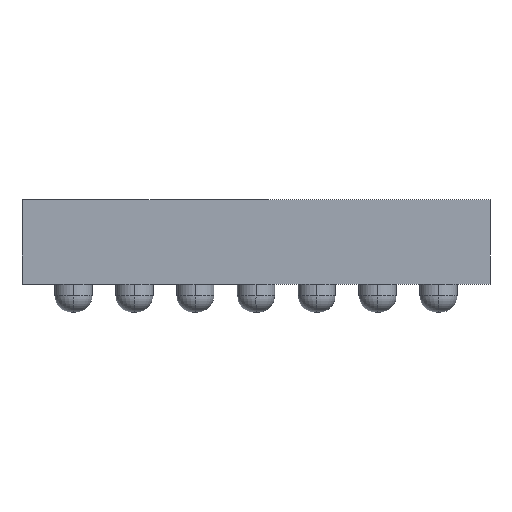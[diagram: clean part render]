
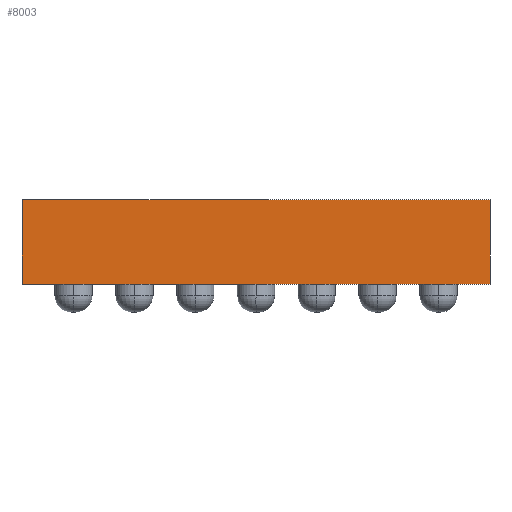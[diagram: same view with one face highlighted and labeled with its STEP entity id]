
A CAD part, left-side view. The second image highlights one B-rep face of the part: STEP entity #8003.
In plain terms, the highlighted planar face has unit normal (-1, 0, 0).
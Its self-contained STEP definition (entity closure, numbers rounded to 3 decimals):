
#338 = CARTESIAN_POINT ( 'NONE',  ( -2.5, -2.5, 1.2 ) ) ;
#339 = VECTOR ( 'NONE', #4218, 1000. ) ;
#579 = ORIENTED_EDGE ( 'NONE', *, *, #7029, .F. ) ;
#730 = EDGE_CURVE ( 'NONE', #7649, #3203, #2386, .T. ) ;
#1092 = LINE ( 'NONE', #3569, #7190 ) ;
#1413 = CARTESIAN_POINT ( 'NONE',  ( -2.5, -2.5, 1.2 ) ) ;
#1468 = AXIS2_PLACEMENT_3D ( 'NONE', #11672, #9726, #6410 ) ;
#1666 = DIRECTION ( 'NONE',  ( 0., -1., 0. ) ) ;
#1892 = VECTOR ( 'NONE', #8105, 1000. ) ;
#2066 = EDGE_CURVE ( 'NONE', #3203, #8216, #5372, .T. ) ;
#2386 = LINE ( 'NONE', #10365, #339 ) ;
#2755 = EDGE_CURVE ( 'NONE', #7517, #8216, #11348, .T. ) ;
#3203 = VERTEX_POINT ( 'NONE', #12721 ) ;
#3396 = FACE_OUTER_BOUND ( 'NONE', #7712, .T. ) ;
#3414 = ORIENTED_EDGE ( 'NONE', *, *, #730, .T. ) ;
#3569 = CARTESIAN_POINT ( 'NONE',  ( -2.5, -2.5, 1.2 ) ) ;
#3883 = ORIENTED_EDGE ( 'NONE', *, *, #2755, .F. ) ;
#4218 = DIRECTION ( 'NONE',  ( 0., 0., -1. ) ) ;
#5372 = LINE ( 'NONE', #10643, #11390 ) ;
#5489 = CARTESIAN_POINT ( 'NONE',  ( -2.5, 2.5, 1.2 ) ) ;
#5519 = ORIENTED_EDGE ( 'NONE', *, *, #2066, .T. ) ;
#6410 = DIRECTION ( 'NONE',  ( 0., 0., -1. ) ) ;
#6669 = PLANE ( 'NONE',  #1468 ) ;
#7029 = EDGE_CURVE ( 'NONE', #7649, #7517, #1092, .T. ) ;
#7182 = CARTESIAN_POINT ( 'NONE',  ( -2.5, -2.5, 0.3 ) ) ;
#7190 = VECTOR ( 'NONE', #11646, 1000. ) ;
#7517 = VERTEX_POINT ( 'NONE', #338 ) ;
#7649 = VERTEX_POINT ( 'NONE', #5489 ) ;
#7712 = EDGE_LOOP ( 'NONE', ( #5519, #3883, #579, #3414 ) ) ;
#8003 = ADVANCED_FACE ( 'NONE', ( #3396 ), #6669, .F. ) ;
#8105 = DIRECTION ( 'NONE',  ( 0., 0., -1. ) ) ;
#8216 = VERTEX_POINT ( 'NONE', #7182 ) ;
#9726 = DIRECTION ( 'NONE',  ( 1., 0., 0. ) ) ;
#10365 = CARTESIAN_POINT ( 'NONE',  ( -2.5, 2.5, 1.2 ) ) ;
#10643 = CARTESIAN_POINT ( 'NONE',  ( -2.5, -2.5, 0.3 ) ) ;
#11348 = LINE ( 'NONE', #1413, #1892 ) ;
#11390 = VECTOR ( 'NONE', #1666, 1000. ) ;
#11646 = DIRECTION ( 'NONE',  ( 0., -1., 0. ) ) ;
#11672 = CARTESIAN_POINT ( 'NONE',  ( -2.5, -2.5, 1.2 ) ) ;
#12721 = CARTESIAN_POINT ( 'NONE',  ( -2.5, 2.5, 0.3 ) ) ;
